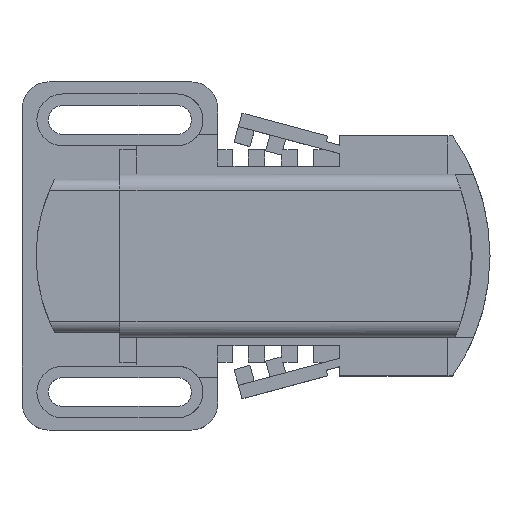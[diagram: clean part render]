
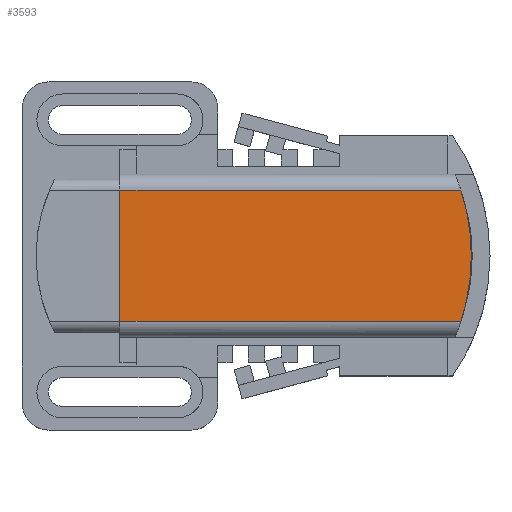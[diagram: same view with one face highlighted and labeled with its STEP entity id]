
A CAD part, top view. The second image highlights one B-rep face of the part: STEP entity #3593.
In plain terms, the highlighted planar face has unit normal (0, 0, 1).
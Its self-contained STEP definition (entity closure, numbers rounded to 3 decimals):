
#2796=CARTESIAN_POINT('POINT200',(82.56,0.,
   29.5));
#2797=VERTEX_POINT('VERTEX200',#2796);
#2815=CARTESIAN_POINT('POINT202',(80.652,12.05,
   29.5));
#2816=VERTEX_POINT('VERTEX202',#2815);
#2830=CARTESIAN_POINT('POS306',(43.56,
   0.,29.5));
#2831=DIRECTION('DIR393',(0.,0.,
   1.));
#2832=DIRECTION('DIR394',(1.,0.,0.));
#2833=AXIS2_PLACEMENT_3D('AXIS88',#2830,#2831,#2832);
#2834=CIRCLE('ELLIPSE26',#2833,39.);
#2835=EDGE_CURVE('EDGE291',#2797,#2816,#2834,.T.);
#2846=CARTESIAN_POINT('POINT203',(80.652,
   -12.05,29.5));
#2847=VERTEX_POINT('VERTEX203',#2846);
#2848=EDGE_CURVE('EDGE292',#2847,#2797,#2834,.T.);
#3546=CARTESIAN_POINT('POINT240',(18.,12.05,29.5
   ));
#3547=VERTEX_POINT('VERTEX240',#3546);
#3555=CARTESIAN_POINT('POS383',(18.,12.05,29.5))
   ;
#3556=DIRECTION('DIR501',(1.,0.,0.));
#3557=VECTOR('VEC265',#3556,1.);
#3558=LINE('STRAIGHT265',#3555,#3557);
#3559=EDGE_CURVE('EDGE358',#3547,#2816,#3558,.T.);
#3569=ORIENTED_EDGE('COEDGE681',*,*,#2848,.T.);
#3570=ORIENTED_EDGE('COEDGE682',*,*,#2835,.T.);
#3571=ORIENTED_EDGE('COEDGE683',*,*,#3559,.F.);
#3572=CARTESIAN_POINT('POINT241',(18.,-12.05,29.5));
#3573=VERTEX_POINT('VERTEX241',#3572);
#3574=CARTESIAN_POINT('POS385',(18.,12.05,29.5));
#3575=DIRECTION('DIR504',(0.,-1.,0.));
#3576=VECTOR('VEC266',#3575,1.);
#3577=LINE('STRAIGHT266',#3574,#3576);
#3578=EDGE_CURVE('EDGE359',#3547,#3573,#3577,.T.);
#3579=ORIENTED_EDGE('COEDGE684',*,*,#3578,.T.);
#3580=CARTESIAN_POINT('POS386',(18.,-12.05,29.5));
#3581=DIRECTION('DIR505',(1.,0.,0.));
#3582=VECTOR('VEC267',#3581,1.);
#3583=LINE('STRAIGHT267',#3580,#3582);
#3584=EDGE_CURVE('EDGE360',#3573,#2847,#3583,.T.);
#3585=ORIENTED_EDGE('COEDGE685',*,*,#3584,.T.);
#3586=EDGE_LOOP('NONE',(#3569,#3570,#3571,#3579,#3585));
#3587=FACE_BOUND('LOOP1',#3586,.T.);
#3588=CARTESIAN_POINT('POS387',(18.,-12.05,29.5));
#3589=DIRECTION('DIR506',(0.,0.,1.));
#3590=DIRECTION('DIR507',(1.,0.,0.));
#3591=AXIS2_PLACEMENT_3D('AXIS120',#3588,#3589,#3590);
#3592=PLANE('PLANE68',#3591);
#3593=ADVANCED_FACE('FACE120',(#3587),#3592,.T.);
